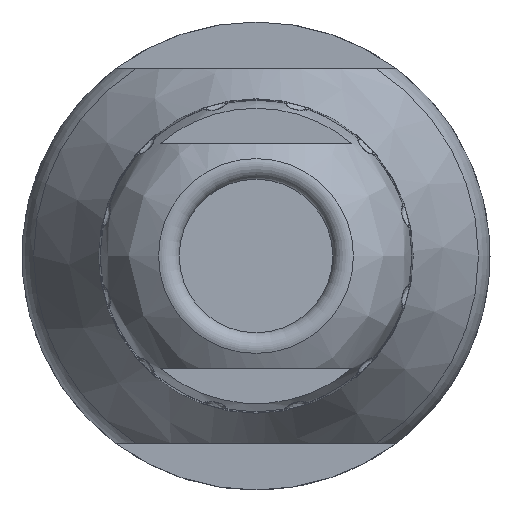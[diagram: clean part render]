
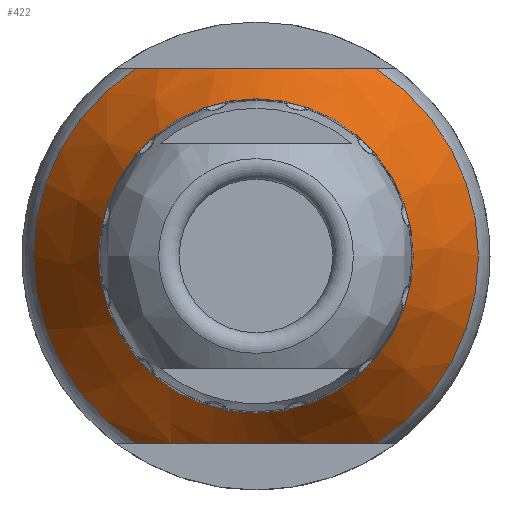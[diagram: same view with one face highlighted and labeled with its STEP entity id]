
A CAD part, left-side view. The second image highlights one B-rep face of the part: STEP entity #422.
In plain terms, the highlighted conical face has half-angle 28.787 degrees and reference radius 12.5 mm.
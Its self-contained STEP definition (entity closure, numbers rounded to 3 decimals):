
#162=CONICAL_SURFACE('',#1860,12.5,28.787);
#274=B_SPLINE_CURVE_WITH_KNOTS('',3,(#5526,#5527,#5528,#5529,#5530,#5531,
#5532,#5533,#5534,#5535),.UNSPECIFIED.,.F.,.F.,(4,2,2,2,4),(0.,0.25,0.5,
0.75,1.),.UNSPECIFIED.);
#275=B_SPLINE_CURVE_WITH_KNOTS('',3,(#5540,#5541,#5542,#5543,#5544,#5545,
#5546,#5547,#5548,#5549),.UNSPECIFIED.,.F.,.F.,(4,2,2,2,4),(0.,0.25,0.5,
0.75,1.),.UNSPECIFIED.);
#296=FACE_BOUND('',#657,.T.);
#297=FACE_BOUND('',#658,.T.);
#422=ADVANCED_FACE('',(#296,#297),#162,.T.);
#657=EDGE_LOOP('',(#1134));
#658=EDGE_LOOP('',(#1135,#1136,#1137,#1138));
#1134=ORIENTED_EDGE('',*,*,#1575,.T.);
#1135=ORIENTED_EDGE('',*,*,#1576,.T.);
#1136=ORIENTED_EDGE('',*,*,#1577,.T.);
#1137=ORIENTED_EDGE('',*,*,#1578,.T.);
#1138=ORIENTED_EDGE('',*,*,#1579,.T.);
#1332=VERTEX_POINT('',#5525);
#1333=VERTEX_POINT('',#5536);
#1334=VERTEX_POINT('',#5537);
#1335=VERTEX_POINT('',#5539);
#1336=VERTEX_POINT('',#5550);
#1575=EDGE_CURVE('',#1332,#1332,#1708,.T.);
#1576=EDGE_CURVE('',#1333,#1334,#274,.T.);
#1577=EDGE_CURVE('',#1334,#1335,#1709,.T.);
#1578=EDGE_CURVE('',#1335,#1336,#275,.T.);
#1579=EDGE_CURVE('',#1336,#1333,#1710,.T.);
#1708=CIRCLE('',#1857,8.118);
#1709=CIRCLE('',#1858,11.882);
#1710=CIRCLE('',#1859,11.882);
#1857=AXIS2_PLACEMENT_3D('',#5524,#2168,#2169);
#1858=AXIS2_PLACEMENT_3D('',#5538,#2170,#2171);
#1859=AXIS2_PLACEMENT_3D('',#5551,#2172,#2173);
#1860=AXIS2_PLACEMENT_3D('',#5552,#2174,#2175);
#2168=DIRECTION('',(1.,0.,0.));
#2169=DIRECTION('',(0.,0.,1.));
#2170=DIRECTION('',(-1.,0.,0.));
#2171=DIRECTION('',(0.,0.,-1.));
#2172=DIRECTION('',(-1.,0.,0.));
#2173=DIRECTION('',(0.,0.,-1.));
#2174=DIRECTION('',(1.,0.,0.));
#2175=DIRECTION('',(0.,0.,-1.));
#5524=CARTESIAN_POINT('',(18.125,0.,0.));
#5525=CARTESIAN_POINT('',(18.125,0.,8.118));
#5526=CARTESIAN_POINT('',(24.975,-6.417,10.));
#5527=CARTESIAN_POINT('',(24.105,-5.532,10.));
#5528=CARTESIAN_POINT('',(23.294,-4.593,10.));
#5529=CARTESIAN_POINT('',(21.998,-2.451,10.));
#5530=CARTESIAN_POINT('',(21.551,-1.243,10.));
#5531=CARTESIAN_POINT('',(21.549,1.232,10.));
#5532=CARTESIAN_POINT('',(22.005,2.461,10.));
#5533=CARTESIAN_POINT('',(23.287,4.583,10.));
#5534=CARTESIAN_POINT('',(24.108,5.535,10.));
#5535=CARTESIAN_POINT('',(24.975,6.417,10.));
#5536=CARTESIAN_POINT('',(24.975,-6.417,10.));
#5537=CARTESIAN_POINT('',(24.975,6.417,10.));
#5538=CARTESIAN_POINT('',(24.975,0.,0.));
#5539=CARTESIAN_POINT('',(24.975,6.417,-10.));
#5540=CARTESIAN_POINT('',(24.975,6.417,-10.));
#5541=CARTESIAN_POINT('',(24.108,5.535,-10.));
#5542=CARTESIAN_POINT('',(23.287,4.583,-10.));
#5543=CARTESIAN_POINT('',(22.005,2.461,-10.));
#5544=CARTESIAN_POINT('',(21.549,1.232,-10.));
#5545=CARTESIAN_POINT('',(21.551,-1.243,-10.));
#5546=CARTESIAN_POINT('',(21.998,-2.451,-10.));
#5547=CARTESIAN_POINT('',(23.294,-4.593,-10.));
#5548=CARTESIAN_POINT('',(24.105,-5.532,-10.));
#5549=CARTESIAN_POINT('',(24.975,-6.417,-10.));
#5550=CARTESIAN_POINT('',(24.975,-6.417,-10.));
#5551=CARTESIAN_POINT('',(24.975,0.,0.));
#5552=CARTESIAN_POINT('',(26.1,0.,0.));
